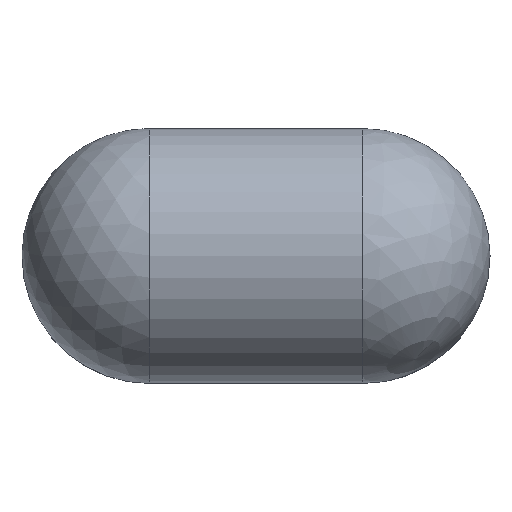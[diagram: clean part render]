
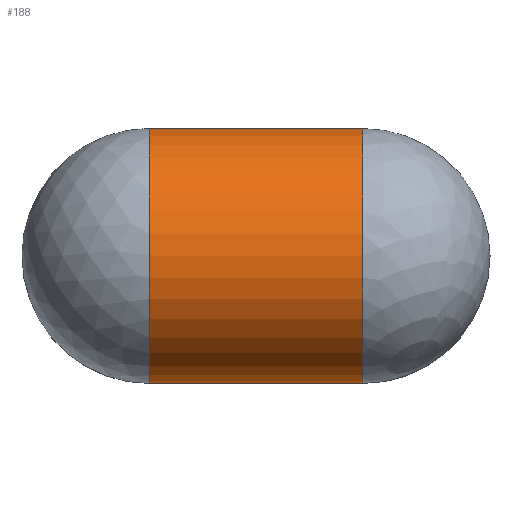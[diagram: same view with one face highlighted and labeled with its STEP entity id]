
A CAD part, top view. The second image highlights one B-rep face of the part: STEP entity #188.
In plain terms, the highlighted cylindrical face has radius 2.15 mm (diameter 4.3 mm), a partial arc.
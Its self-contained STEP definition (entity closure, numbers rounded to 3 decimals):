
#21=LINE('',#334,#29);
#22=LINE('',#335,#30);
#29=VECTOR('',#283,3.6);
#30=VECTOR('',#284,3.6);
#64=FACE_OUTER_BOUND('',#82,.T.);
#82=EDGE_LOOP('',(#157,#158,#159,#160));
#94=CIRCLE('',#214,2.15);
#96=CIRCLE('',#218,2.15);
#105=VERTEX_POINT('',#318);
#106=VERTEX_POINT('',#319);
#107=VERTEX_POINT('',#326);
#108=VERTEX_POINT('',#327);
#120=EDGE_CURVE('',#106,#105,#94,.F.);
#124=EDGE_CURVE('',#108,#107,#96,.F.);
#127=EDGE_CURVE('',#105,#108,#21,.T.);
#128=EDGE_CURVE('',#107,#106,#22,.T.);
#157=ORIENTED_EDGE('',*,*,#120,.T.);
#158=ORIENTED_EDGE('',*,*,#127,.T.);
#159=ORIENTED_EDGE('',*,*,#124,.T.);
#160=ORIENTED_EDGE('',*,*,#128,.T.);
#174=CYLINDRICAL_SURFACE('',#220,2.15);
#188=ADVANCED_FACE('',(#64),#174,.T.);
#214=AXIS2_PLACEMENT_3D('',#321,#265,#266);
#218=AXIS2_PLACEMENT_3D('',#329,#275,#276);
#220=AXIS2_PLACEMENT_3D('',#333,#281,#282);
#265=DIRECTION('center_axis',(1.,0.,0.));
#266=DIRECTION('ref_axis',(0.,0.,1.));
#275=DIRECTION('center_axis',(-1.,0.,0.));
#276=DIRECTION('ref_axis',(0.,0.,1.));
#281=DIRECTION('center_axis',(1.,0.,0.));
#282=DIRECTION('ref_axis',(0.,-0.707,0.707));
#283=DIRECTION('',(-1.,0.,0.));
#284=DIRECTION('',(1.,0.,0.));
#318=CARTESIAN_POINT('',(1.8,2.15,6.05));
#319=CARTESIAN_POINT('',(1.8,-2.15,6.05));
#321=CARTESIAN_POINT('Origin',(1.8,0.,6.05));
#326=CARTESIAN_POINT('',(-1.8,-2.15,6.05));
#327=CARTESIAN_POINT('',(-1.8,2.15,6.05));
#329=CARTESIAN_POINT('Origin',(-1.8,0.,6.05));
#333=CARTESIAN_POINT('Origin',(-1.975,0.,6.05));
#334=CARTESIAN_POINT('',(1.975,2.15,6.05));
#335=CARTESIAN_POINT('',(-1.975,-2.15,6.05));
